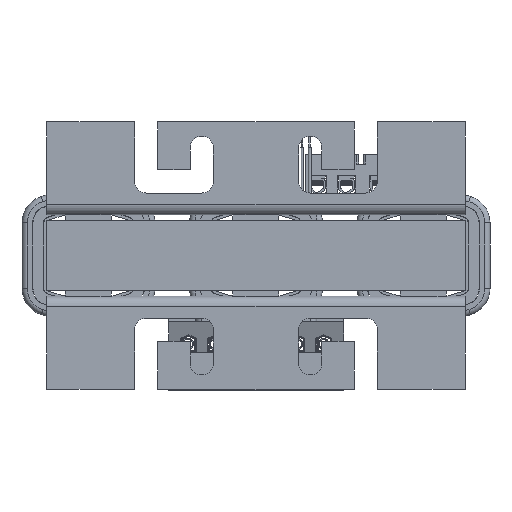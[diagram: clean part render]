
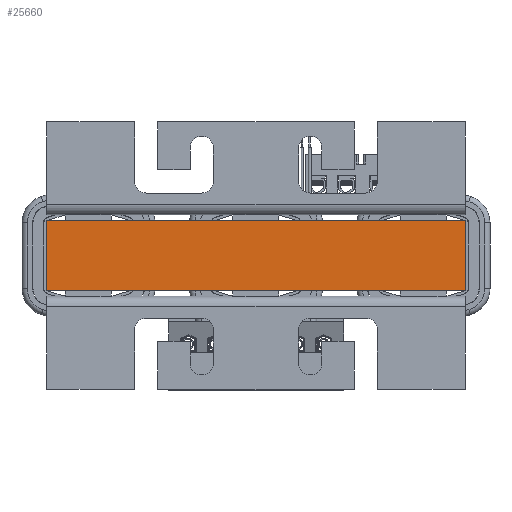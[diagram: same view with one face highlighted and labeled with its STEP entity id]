
A CAD part, front view. The second image highlights one B-rep face of the part: STEP entity #25660.
In plain terms, the highlighted planar face has unit normal (0, -1, 0).
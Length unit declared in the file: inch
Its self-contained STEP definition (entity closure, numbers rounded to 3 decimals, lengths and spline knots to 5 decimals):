
#2583=FACE_OUTER_BOUND('',#4034,.T.);
#4034=EDGE_LOOP('',(#18026,#18027,#18028,#18029));
#5859=LINE('',#37264,#8511);
#5864=LINE('',#37273,#8516);
#5868=LINE('',#37281,#8520);
#5869=LINE('',#37283,#8521);
#8511=VECTOR('',#30443,0.3937);
#8516=VECTOR('',#30450,0.3937);
#8520=VECTOR('',#30458,0.3937);
#8521=VECTOR('',#30461,0.3937);
#11108=VERTEX_POINT('',#37260);
#11110=VERTEX_POINT('',#37263);
#11112=VERTEX_POINT('',#37269);
#11115=VERTEX_POINT('',#37279);
#13756=EDGE_CURVE('',#11110,#11108,#5859,.T.);
#13761=EDGE_CURVE('',#11112,#11110,#5864,.T.);
#13765=EDGE_CURVE('',#11108,#11115,#5868,.T.);
#13766=EDGE_CURVE('',#11115,#11112,#5869,.T.);
#18026=ORIENTED_EDGE('',*,*,#13766,.T.);
#18027=ORIENTED_EDGE('',*,*,#13761,.T.);
#18028=ORIENTED_EDGE('',*,*,#13756,.T.);
#18029=ORIENTED_EDGE('',*,*,#13765,.T.);
#24653=PLANE('',#27660);
#25660=ADVANCED_FACE('',(#2583),#24653,.T.);
#27660=AXIS2_PLACEMENT_3D('',#37282,#30459,#30460);
#30443=DIRECTION('',(1.,0.,0.));
#30450=DIRECTION('',(0.,0.,-1.));
#30458=DIRECTION('',(0.,0.,1.));
#30459=DIRECTION('center_axis',(0.,-1.,0.));
#30460=DIRECTION('ref_axis',(0.,0.,-1.));
#30461=DIRECTION('',(-1.,0.,0.));
#37260=CARTESIAN_POINT('',(7.71526,-0.95864,-0.75));
#37263=CARTESIAN_POINT('',(-1.28474,-0.95864,-0.75));
#37264=CARTESIAN_POINT('',(7.71526,-0.95864,-0.75));
#37269=CARTESIAN_POINT('',(-1.28474,-0.95864,0.75));
#37273=CARTESIAN_POINT('',(-1.28474,-0.95864,0.));
#37279=CARTESIAN_POINT('',(7.71526,-0.95864,0.75));
#37281=CARTESIAN_POINT('',(7.71526,-0.95864,0.));
#37282=CARTESIAN_POINT('Origin',(7.71526,-0.95864,0.));
#37283=CARTESIAN_POINT('',(7.71526,-0.95864,0.75));
